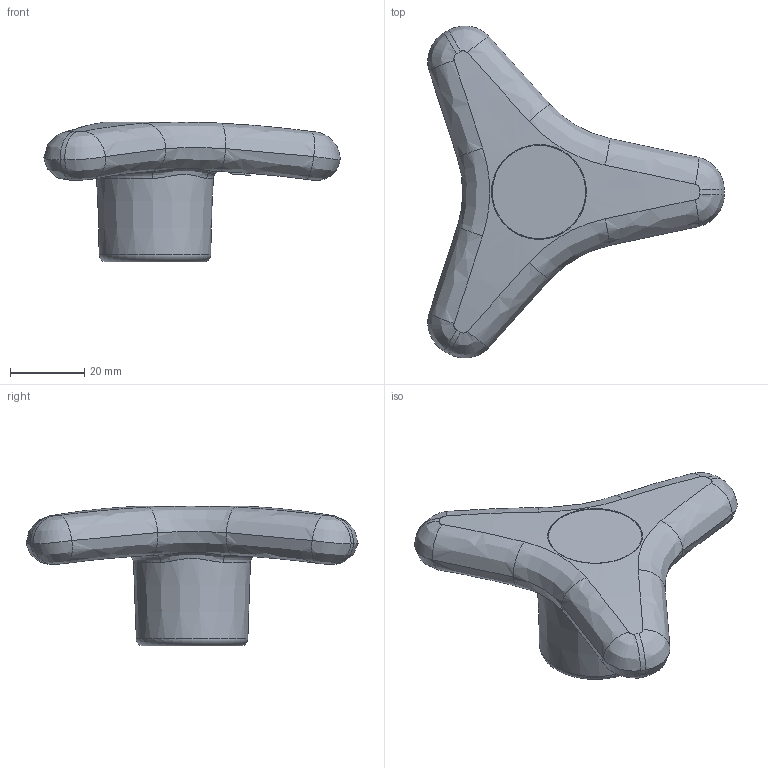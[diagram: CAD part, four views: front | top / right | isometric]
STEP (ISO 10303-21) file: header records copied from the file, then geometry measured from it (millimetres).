
FILE_DESCRIPTION(/* description */ ('File step'),/* implementation_level */ '2;1');
FILE_NAME(/* name */ '6320125',/* time_stamp */ '2022-01-21T16:36:54+01:00',/* author */ ('Zorzan D.'),/* organization */ ('Gamm Srl.'),/* preprocessor_version */ 'ST-DEVELOPER v16.7',/* originating_system */ 'Solid Edge',/* authorisation */ 'Unknown');
FILE_SCHEMA (('CONFIG_CONTROL_DESIGN'));
Length unit declared in the file: millimetre
Products named in the file (1): Parte13
Bounding box: 80.01 x 89.6 x 37.75 mm (x, y, z)
Volume: 54118.5 mm3; surface area: 12685.1 mm2
Topology: 1 solids, 4 shells, 120 faces, 309 edges, 197 vertices
Faces by surface type: plane 55, bspline 33, torus 13, sphere 10, cylinder 5, cone 4
Full cylindrical faces by diameter (mm): 10 x1, 19.7 x1, 25.6 x3
Entity records: 7460 total; most frequent: CARTESIAN_POINT 3930, ORIENTED_EDGE 572, DIRECTION 556, EDGE_CURVE 286, AXIS2_PLACEMENT_3D 253, VERTEX_POINT 189, CIRCLE 165, FACE_BOUND 139
